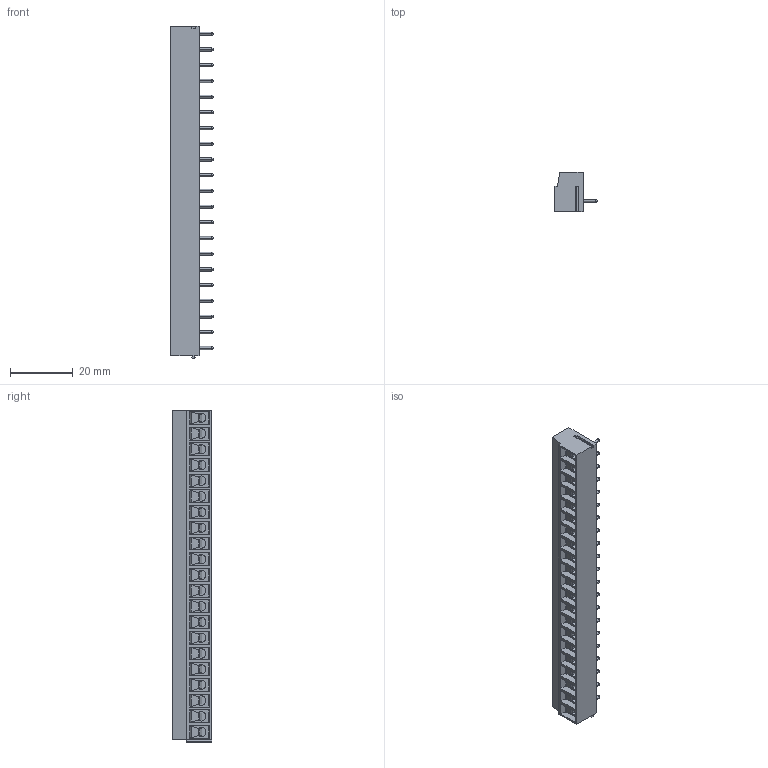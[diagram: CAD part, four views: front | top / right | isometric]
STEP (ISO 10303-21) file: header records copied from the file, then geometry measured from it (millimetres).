
FILE_DESCRIPTION((''),'2;1');
FILE_NAME('TL200V-XXP-XS','2024-10-19T',('yanfa'),(''),'PRO/ENGINEER BY PARAMETRIC TECHNOLOGY CORPORATION, 2009280','PRO/ENGINEER BY PARAMETRIC TECHNOLOGY CORPORATION, 2009280','');
FILE_SCHEMA(('AUTOMOTIVE_DESIGN_CC2 { 1 2 10303 214 -1 1 5 2 }'));
Length unit declared in the file: millimetre
Products named in the file (1): TL200V-XXP-XS
Bounding box: 13.5 x 12.5 x 105.68 mm (x, y, z)
Volume: 9130.1 mm3; surface area: 8892.4 mm2
Topology: 1 solids, 1 shells, 1368 faces, 3426 edges, 2123 vertices
Faces by surface type: plane 709, cylinder 407, extrusion 84, cone 84, torus 42, sphere 42
Entity records: 41190 total; most frequent: CARTESIAN_POINT 8723, ORIENTED_EDGE 6768, DIRECTION 6640, EDGE_CURVE 3384, AXIS2_PLACEMENT_3D 2266, VERTEX_POINT 2123, VECTOR 2108, LINE 2024
